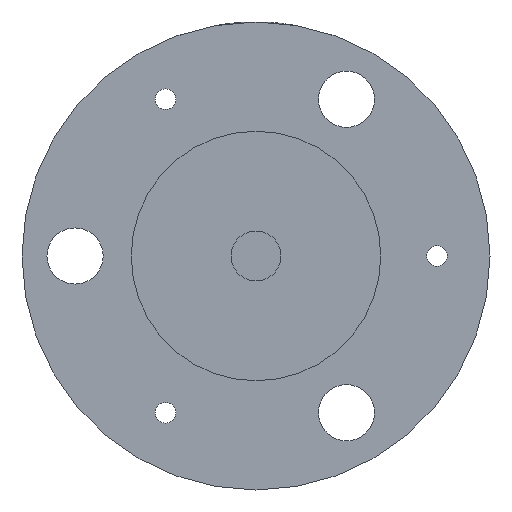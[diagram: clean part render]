
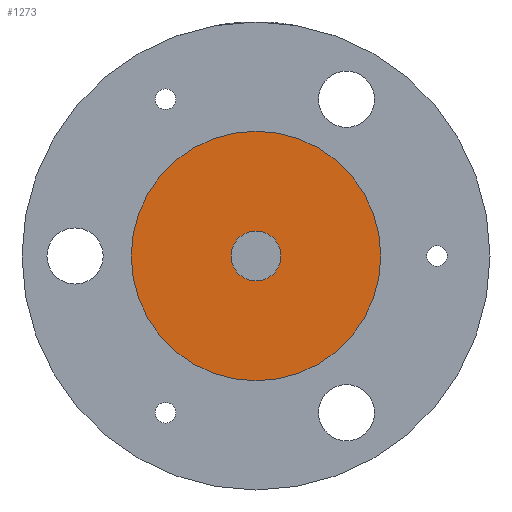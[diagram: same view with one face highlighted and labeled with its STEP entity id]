
A CAD part, left-side view. The second image highlights one B-rep face of the part: STEP entity #1273.
In plain terms, the highlighted planar face has unit normal (-1, 0, 0).
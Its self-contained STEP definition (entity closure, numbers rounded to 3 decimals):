
#121 = CARTESIAN_POINT ( 'NONE',  ( 6., 0., 0. ) ) ;
#129 = CARTESIAN_POINT ( 'NONE',  ( 6., 0., 20. ) ) ;
#155 = EDGE_CURVE ( 'NONE', #545, #4470, #1479, .T. ) ;
#413 = CARTESIAN_POINT ( 'NONE',  ( 6., 0., 4. ) ) ;
#477 = VERTEX_POINT ( 'NONE', #5384 ) ;
#486 = ORIENTED_EDGE ( 'NONE', *, *, #2512, .T. ) ;
#545 = VERTEX_POINT ( 'NONE', #3629 ) ;
#870 = DIRECTION ( 'NONE',  ( -1., 0., 0. ) ) ;
#1064 = DIRECTION ( 'NONE',  ( -1., 0., 0. ) ) ;
#1189 = AXIS2_PLACEMENT_3D ( 'NONE', #2887, #3781, #4206 ) ;
#1273 = ADVANCED_FACE ( 'NONE', ( #4634, #4235 ), #3835, .F. ) ;
#1281 = AXIS2_PLACEMENT_3D ( 'NONE', #5058, #2401, #2429 ) ;
#1479 = CIRCLE ( 'NONE', #1281, 4. ) ;
#1501 = EDGE_LOOP ( 'NONE', ( #486, #5668 ) ) ;
#1879 = EDGE_CURVE ( 'NONE', #4470, #545, #4163, .T. ) ;
#2289 = DIRECTION ( 'NONE',  ( 0., 0., 1. ) ) ;
#2401 = DIRECTION ( 'NONE',  ( -1., 0., 0. ) ) ;
#2429 = DIRECTION ( 'NONE',  ( 0., 0., 1. ) ) ;
#2512 = EDGE_CURVE ( 'NONE', #3261, #477, #4852, .T. ) ;
#2887 = CARTESIAN_POINT ( 'NONE',  ( 6., 0., 0. ) ) ;
#2898 = CARTESIAN_POINT ( 'NONE',  ( 6., 0., 0. ) ) ;
#2974 = AXIS2_PLACEMENT_3D ( 'NONE', #121, #870, #2289 ) ;
#3261 = VERTEX_POINT ( 'NONE', #129 ) ;
#3466 = AXIS2_PLACEMENT_3D ( 'NONE', #2898, #1064, #5486 ) ;
#3561 = EDGE_LOOP ( 'NONE', ( #5216, #4684 ) ) ;
#3629 = CARTESIAN_POINT ( 'NONE',  ( 6., 0., -4. ) ) ;
#3781 = DIRECTION ( 'NONE',  ( -1., 0., 0. ) ) ;
#3835 = PLANE ( 'NONE',  #4248 ) ;
#3861 = DIRECTION ( 'NONE',  ( 0., 0., -1. ) ) ;
#4163 = CIRCLE ( 'NONE', #3466, 4. ) ;
#4206 = DIRECTION ( 'NONE',  ( 0., 0., 1. ) ) ;
#4235 = FACE_OUTER_BOUND ( 'NONE', #1501, .T. ) ;
#4248 = AXIS2_PLACEMENT_3D ( 'NONE', #5612, #4683, #3861 ) ;
#4470 = VERTEX_POINT ( 'NONE', #413 ) ;
#4634 = FACE_BOUND ( 'NONE', #3561, .T. ) ;
#4641 = EDGE_CURVE ( 'NONE', #477, #3261, #5461, .T. ) ;
#4683 = DIRECTION ( 'NONE',  ( 1., 0., 0. ) ) ;
#4684 = ORIENTED_EDGE ( 'NONE', *, *, #155, .F. ) ;
#4852 = CIRCLE ( 'NONE', #1189, 20. ) ;
#5058 = CARTESIAN_POINT ( 'NONE',  ( 6., 0., 0. ) ) ;
#5216 = ORIENTED_EDGE ( 'NONE', *, *, #1879, .F. ) ;
#5384 = CARTESIAN_POINT ( 'NONE',  ( 6., 0., -20. ) ) ;
#5461 = CIRCLE ( 'NONE', #2974, 20. ) ;
#5486 = DIRECTION ( 'NONE',  ( 0., 0., 1. ) ) ;
#5612 = CARTESIAN_POINT ( 'NONE',  ( 6., 0., -4. ) ) ;
#5668 = ORIENTED_EDGE ( 'NONE', *, *, #4641, .T. ) ;
